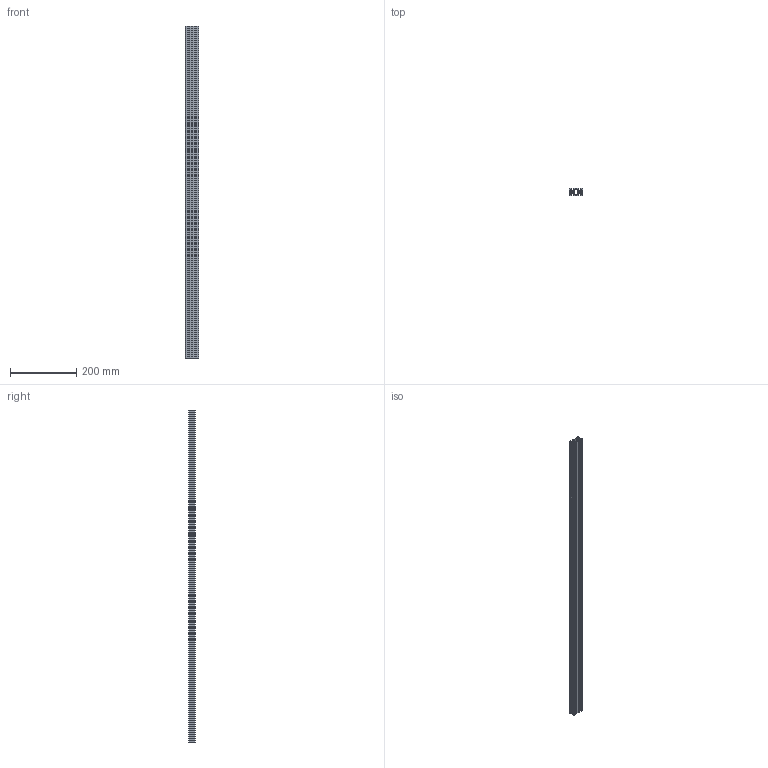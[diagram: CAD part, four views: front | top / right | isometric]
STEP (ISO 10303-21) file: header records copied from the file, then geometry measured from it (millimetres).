
FILE_DESCRIPTION (( 'STEP AP214' ), '1' );
FILE_NAME ('224SH Êîíñòðóêöèîííûé ïðîôèëü 20õ40SH.STEP', '2019-04-04T07:34:29', ( 'Ïîëüçîâàòåëü Windows' ), ( '' ), 'SwSTEP 2.0', 'SolidWorks 2018', '' );
FILE_SCHEMA (( 'AUTOMOTIVE_DESIGN' ));
Length unit declared in the file: millimetre
Products named in the file (1): 224SH Êîíñòðóêöèîííûé ïðîôèëü 20õ40SH
Bounding box: 40 x 20 x 1000 mm (x, y, z)
Volume: 330855.2 mm3; surface area: 293132.8 mm2
Topology: 1 solids, 1 shells, 226 faces, 672 edges, 448 vertices
Faces by surface type: plane 122, cylinder 104
Entity records: 7670 total; most frequent: CARTESIAN_POINT 1347, ORIENTED_EDGE 1344, DIRECTION 1334, EDGE_CURVE 672, VECTOR 464, LINE 464, VERTEX_POINT 448, AXIS2_PLACEMENT_3D 435
